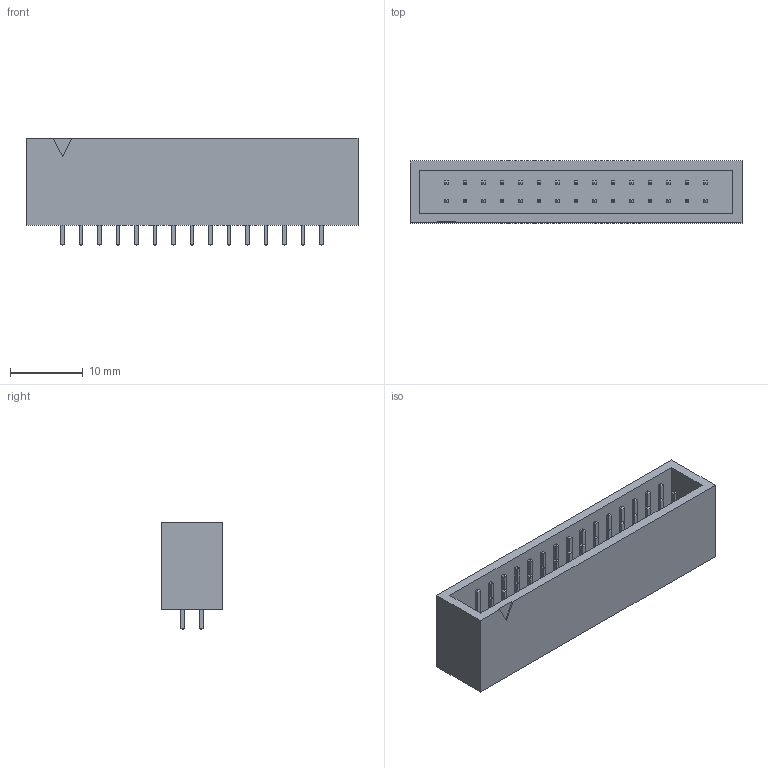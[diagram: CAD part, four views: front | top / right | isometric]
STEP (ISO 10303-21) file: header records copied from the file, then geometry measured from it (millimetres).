
FILE_DESCRIPTION(('FreeCAD Model'),'2;1');
FILE_NAME('240039.3.1.stp','2022-05-18T07:45:12',( 'Author'),(''),'Open CASCADE STEP processor 6.9','FreeCAD','Unknown' );
FILE_SCHEMA(('AUTOMOTIVE_DESIGN { 1 0 10303 214 1 1 1 1 }'));
Length unit declared in the file: millimetre
Products named in the file (3): ASSEMBLY; Body; LeadsArray
Assembly tree (2 placements, depth 2):
  ASSEMBLY
    Body
    LeadsArray
Bounding box: 45.6 x 8.5 x 14.8 mm (x, y, z)
Volume: 2761.9 mm3; surface area: 3723.5 mm2
Topology: 31 solids, 31 shells, 434 faces, 873 edges, 502 vertices
Faces by surface type: plane 434
Entity records: 22335 total; most frequent: CARTESIAN_POINT 3558, DIRECTION 3493, LINE 2619, VECTOR 2619, ORIENTED_EDGE 1746, PCURVE 1746, DEFINITIONAL_REPRESENTATION 1746, EDGE_CURVE 873
